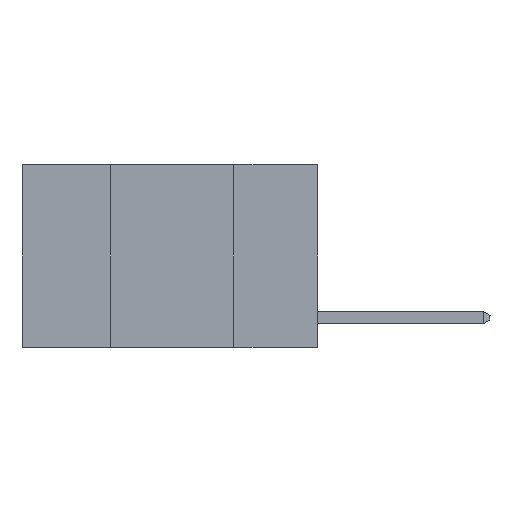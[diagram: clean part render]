
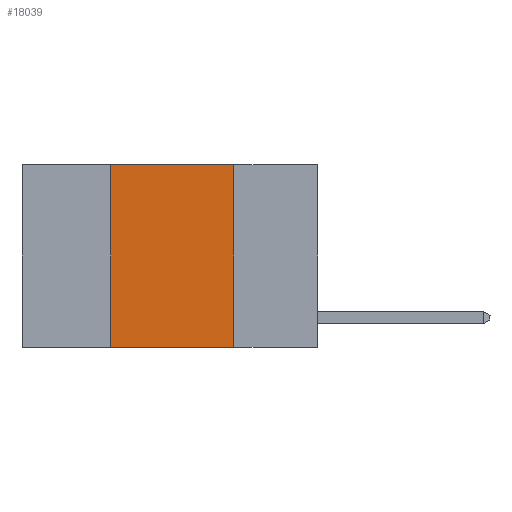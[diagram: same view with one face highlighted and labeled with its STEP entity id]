
A CAD part, left-side view. The second image highlights one B-rep face of the part: STEP entity #18039.
In plain terms, the highlighted planar face has unit normal (-1, 0, 0).
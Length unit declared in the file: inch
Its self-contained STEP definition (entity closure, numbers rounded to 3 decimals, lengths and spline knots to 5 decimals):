
#35 = CARTESIAN_POINT ( 'NONE',  ( 0., 0.42, 0. ) ) ;
#130 = VECTOR ( 'NONE', #16109, 39.37008 ) ;
#555 = DIRECTION ( 'NONE',  ( 0., -1., 0. ) ) ;
#1902 = LINE ( 'NONE', #6120, #130 ) ;
#2159 = DIRECTION ( 'NONE',  ( 0., 0., -1. ) ) ;
#2513 = ORIENTED_EDGE ( 'NONE', *, *, #17184, .F. ) ;
#2782 = VERTEX_POINT ( 'NONE', #35 ) ;
#3069 = ORIENTED_EDGE ( 'NONE', *, *, #12534, .F. ) ;
#3381 = EDGE_CURVE ( 'NONE', #2782, #4191, #10504, .T. ) ;
#3437 = CARTESIAN_POINT ( 'NONE',  ( 0., 0.6, 0. ) ) ;
#4191 = VERTEX_POINT ( 'NONE', #17630 ) ;
#5101 = VERTEX_POINT ( 'NONE', #8733 ) ;
#5122 = ORIENTED_EDGE ( 'NONE', *, *, #3381, .F. ) ;
#6120 = CARTESIAN_POINT ( 'NONE',  ( 0., 0.42, 0. ) ) ;
#7156 = DIRECTION ( 'NONE',  ( 0., -1., 0. ) ) ;
#7698 = CARTESIAN_POINT ( 'NONE',  ( 0., 0.6, 0. ) ) ;
#8733 = CARTESIAN_POINT ( 'NONE',  ( 0., 0.17, -0.37 ) ) ;
#9336 = DIRECTION ( 'NONE',  ( 1., 0., 0. ) ) ;
#10422 = EDGE_LOOP ( 'NONE', ( #2513, #5122, #3069, #17244 ) ) ;
#10504 = LINE ( 'NONE', #7698, #11419 ) ;
#10782 = PLANE ( 'NONE',  #10979 ) ;
#10979 = AXIS2_PLACEMENT_3D ( 'NONE', #3437, #9336, #2159 ) ;
#11419 = VECTOR ( 'NONE', #555, 39.37008 ) ;
#11522 = FACE_OUTER_BOUND ( 'NONE', #10422, .T. ) ;
#12534 = EDGE_CURVE ( 'NONE', #18522, #2782, #1902, .T. ) ;
#12684 = VECTOR ( 'NONE', #14145, 39.37008 ) ;
#13308 = VECTOR ( 'NONE', #7156, 39.37008 ) ;
#14145 = DIRECTION ( 'NONE',  ( 0., 0., -1. ) ) ;
#14624 = EDGE_CURVE ( 'NONE', #18522, #5101, #17185, .T. ) ;
#14926 = CARTESIAN_POINT ( 'NONE',  ( 0., 0.42, -0.37 ) ) ;
#15199 = LINE ( 'NONE', #18452, #12684 ) ;
#16109 = DIRECTION ( 'NONE',  ( 0., 0., 1. ) ) ;
#17184 = EDGE_CURVE ( 'NONE', #4191, #5101, #15199, .T. ) ;
#17185 = LINE ( 'NONE', #18409, #13308 ) ;
#17244 = ORIENTED_EDGE ( 'NONE', *, *, #14624, .T. ) ;
#17630 = CARTESIAN_POINT ( 'NONE',  ( 0., 0.17, 0. ) ) ;
#18039 = ADVANCED_FACE ( 'NONE', ( #11522 ), #10782, .F. ) ;
#18409 = CARTESIAN_POINT ( 'NONE',  ( 0., 0.6, -0.37 ) ) ;
#18452 = CARTESIAN_POINT ( 'NONE',  ( 0., 0.17, 0. ) ) ;
#18522 = VERTEX_POINT ( 'NONE', #14926 ) ;
